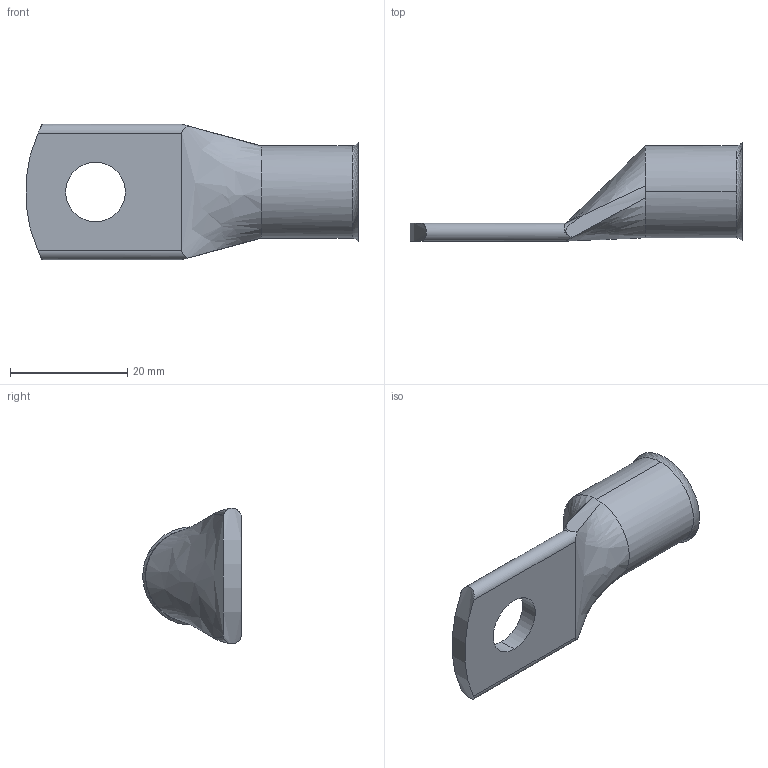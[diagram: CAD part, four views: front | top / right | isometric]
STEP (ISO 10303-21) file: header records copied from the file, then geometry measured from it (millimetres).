
FILE_DESCRIPTION (( 'STEP AP214' ), '1' );
FILE_NAME ('MD3038P(1).STEP', '2022-06-27T10:53:56', ( '' ), ( '' ), 'SwSTEP 2.0', 'SolidWorks 2021', '' );
FILE_SCHEMA (( 'AUTOMOTIVE_DESIGN' ));
Length unit declared in the file: inch
Products named in the file (1): MD3038P(1)
Bounding box: 56.62 x 16.78 x 23.11 mm (x, y, z)
Volume: 3631 mm3; surface area: 4102.5 mm2
Topology: 1 solids, 1 shells, 29 faces, 79 edges, 53 vertices
Faces by surface type: bspline 12, cylinder 10, plane 5, cone 2
Entity records: 4918 total; most frequent: CARTESIAN_POINT 4221, ORIENTED_EDGE 158, DIRECTION 103, EDGE_CURVE 79, VERTEX_POINT 53, AXIS2_PLACEMENT_3D 40, B_SPLINE_CURVE_WITH_KNOTS 34, EDGE_LOOP 32
